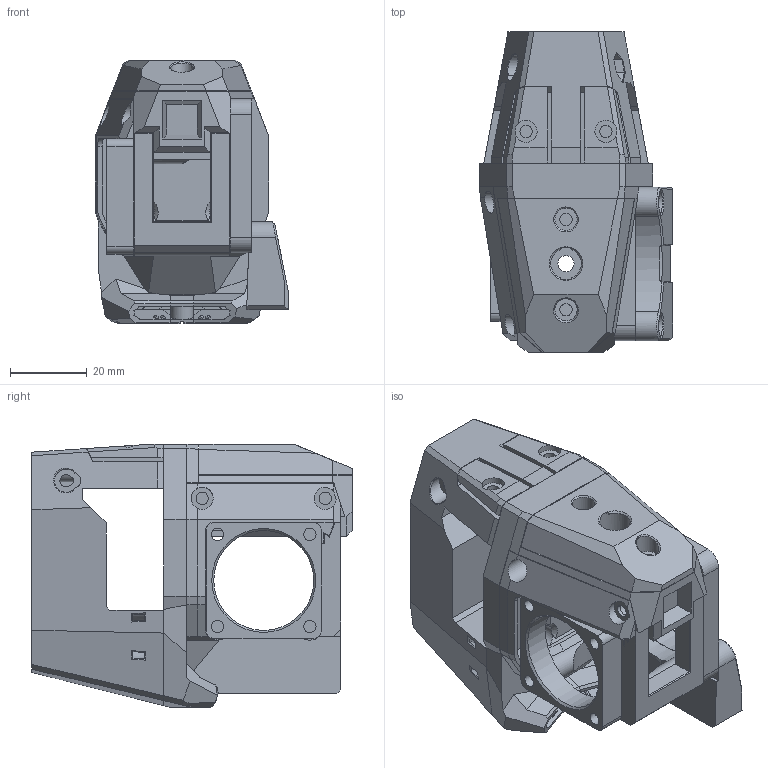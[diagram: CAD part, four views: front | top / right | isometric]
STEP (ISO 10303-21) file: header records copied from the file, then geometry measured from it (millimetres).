
FILE_DESCRIPTION(/* description */ ('STEP AP242','CAx-IF Rec.Pracs.---Representation and Presentation of Product Manufacturing Information (PMI)---4.0---2014-10-13','CAx-IF Rec.Pracs.---3D Tessellated Geometry---0.4---2014-09-14','2;1'),/* implementation_level */ '2;1');
FILE_NAME(/* name */ '62347b2e7dee6912b3a113e9',/* time_stamp */ '2022-03-18T12:29:35+00:00',/* author */ (''),/* organization */ (''),/* preprocessor_version */ 'ST-DEVELOPER v18.101',/* originating_system */ ' ',/* authorisation */ ' ');
FILE_SCHEMA (('AP242_MANAGED_MODEL_BASED_3D_ENGINEERING_MIM_LF { 1 0 10303 442 1 1 4 }'));
Length unit declared in the file: metre
Products named in the file (10): Belt Clamp 2; Hotend Mount; 4007 Grill; Air Guide/Face - 3010; 3007 Fan; DD Mount Cap; Belt Clamp 1; 3010 Speed Fairing; Print Fan Mount; 4010 Klicky Mount
Bounding box: 50.21 x 83.3 x 68.41 mm (x, y, z)
Volume: 87912.3 mm3; surface area: 50118 mm2
Topology: 10 solids, 15 shells, 1013 faces, 2749 edges, 1778 vertices
Faces by surface type: plane 700, cylinder 169, bspline 99, cone 43, sphere 2
Full cylindrical faces by diameter (mm): 2.385 x2, 3.2 x16, 3.5 x6, 4.2 x1, 4.7 x7, 5.6 x2, 5.7 x1, 5.75 x3, 5.8 x4, 6.05 x1, 8.5 x1, 12.092 x1, 12.3 x1, 16.3 x1, 26 x1, 38 x1
Entity records: 35159 total; most frequent: CARTESIAN_POINT 10580, ORIENTED_EDGE 5292, DIRECTION 4497, EDGE_CURVE 2646, LINE 1749, VECTOR 1749, VERTEX_POINT 1745, AXIS2_PLACEMENT_3D 1374
